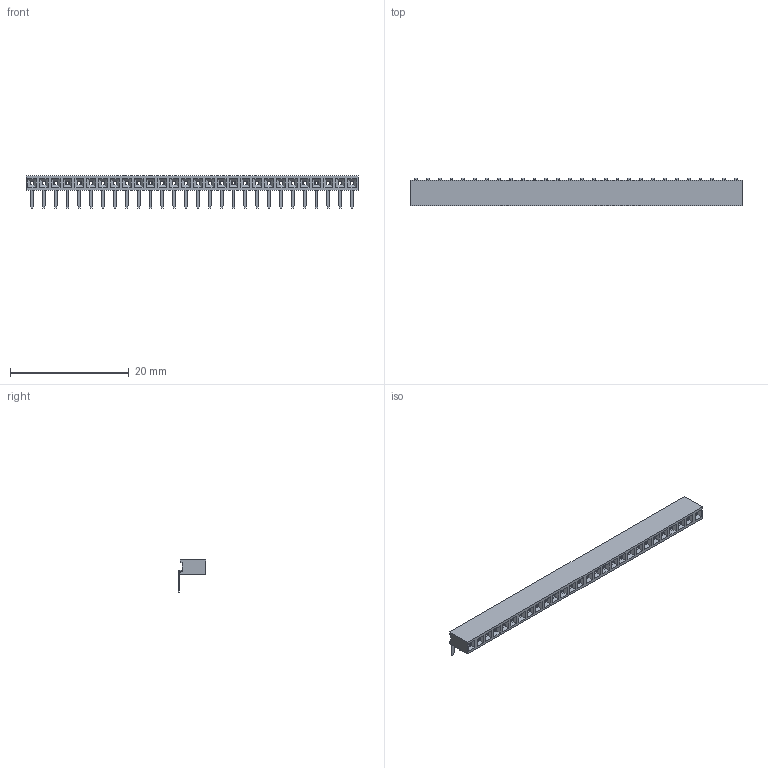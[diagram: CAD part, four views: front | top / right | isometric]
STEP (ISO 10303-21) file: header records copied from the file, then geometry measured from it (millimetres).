
FILE_DESCRIPTION(('STEP AP214'), '1');
FILE_NAME('PBS2-R1', '', ('UNSPECIFIED'), ('UNSPECIFIED'), 'ASCON STEP Converter 1.6', 'ASCON Math Kernel', '');
FILE_SCHEMA(('AUTOMOTIVE_DESIGN { 1 0 10303 214 3 1 1}'));
Length unit declared in the file: millimetre
Bounding box: 56 x 4.7 x 5.4 mm (x, y, z)
Volume: 387 mm3; surface area: 2201.9 mm2
Topology: 29 solids, 29 shells, 1830 faces, 4980 edges, 3208 vertices
Faces by surface type: plane 1410, cylinder 420
Entity records: 71836 total; most frequent: CARTESIAN_POINT 10019, ORIENTED_EDGE 9960, DIRECTION 9482, EDGE_CURVE 4980, LINE 4140, VECTOR 4140, VERTEX_POINT 3208, AXIS2_PLACEMENT_3D 2671
